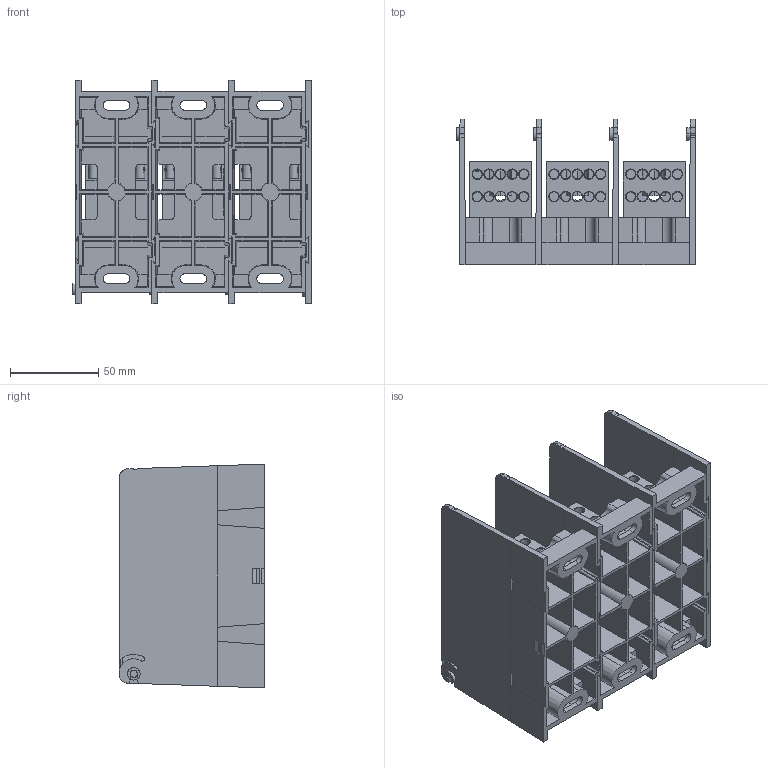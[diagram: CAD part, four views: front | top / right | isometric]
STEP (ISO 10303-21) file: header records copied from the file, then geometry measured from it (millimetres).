
FILE_DESCRIPTION (( 'STEP AP214' ), '1' );
FILE_NAME ('701931rev-3P.STEP', '2015-06-24T15:23:33', ( '' ), ( '' ), 'SwSTEP 2.0', 'SolidWorks 2014', '' );
FILE_SCHEMA (( 'AUTOMOTIVE_DESIGN' ));
Length unit declared in the file: inch
Products named in the file (1): 701931rev-3P
Bounding box: 135.72 x 82.55 x 127.01 mm (x, y, z)
Surface area: 177934.4 mm2 (no closed solid volume)
Topology: 0 solids, 36 shells, 800 faces, 2906 edges, 2058 vertices
Faces by surface type: plane 425, cylinder 251, cone 124
Entity records: 48793 total; most frequent: CARTESIAN_POINT 15142, ORIENTED_EDGE 4704, DIRECTION 4310, EDGE_CURVE 2906, VERTEX_POINT 2058, LINE 1792, VECTOR 1792, AXIS2_PLACEMENT_3D 1259
